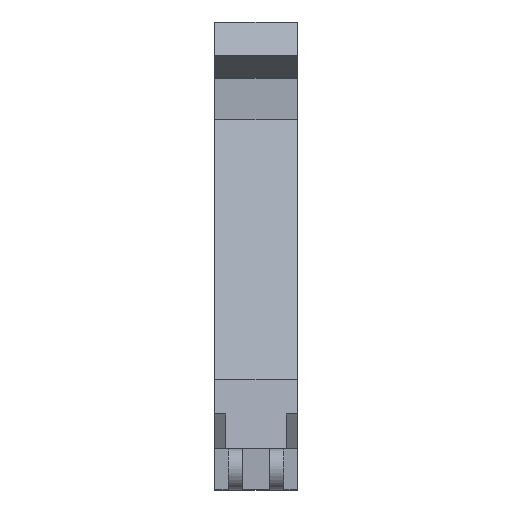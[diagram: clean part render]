
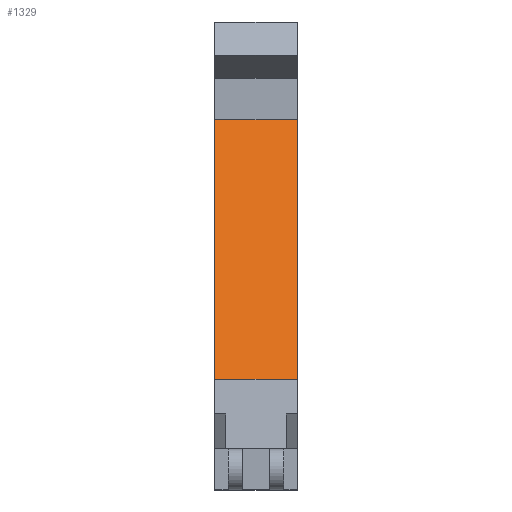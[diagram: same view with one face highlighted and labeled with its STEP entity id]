
A CAD part, front view. The second image highlights one B-rep face of the part: STEP entity #1329.
In plain terms, the highlighted planar face has unit normal (0, -0.94, 0.342).
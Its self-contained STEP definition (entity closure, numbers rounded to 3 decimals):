
#63 = VERTEX_POINT ( 'NONE', #1171 ) ;
#94 = DIRECTION ( 'NONE',  ( 1., 0., 0. ) ) ;
#165 = ORIENTED_EDGE ( 'NONE', *, *, #1199, .T. ) ;
#168 = VERTEX_POINT ( 'NONE', #614 ) ;
#189 = CARTESIAN_POINT ( 'NONE',  ( 0., -34.202, -123.969 ) ) ;
#219 = ORIENTED_EDGE ( 'NONE', *, *, #298, .F. ) ;
#223 = CARTESIAN_POINT ( 'NONE',  ( 30., -34.202, -123.969 ) ) ;
#243 = DIRECTION ( 'NONE',  ( 0., 0.342, 0.94 ) ) ;
#280 = ORIENTED_EDGE ( 'NONE', *, *, #303, .F. ) ;
#298 = EDGE_CURVE ( 'NONE', #168, #1094, #599, .T. ) ;
#300 = VERTEX_POINT ( 'NONE', #301 ) ;
#301 = CARTESIAN_POINT ( 'NONE',  ( 30., 0., -30. ) ) ;
#303 = EDGE_CURVE ( 'NONE', #1094, #300, #605, .T. ) ;
#336 = DIRECTION ( 'NONE',  ( 0., -0.342, -0.94 ) ) ;
#387 = EDGE_CURVE ( 'NONE', #63, #300, #966, .T. ) ;
#399 = DIRECTION ( 'NONE',  ( 0., 0.342, 0.94 ) ) ;
#442 = VECTOR ( 'NONE', #243, 1000. ) ;
#509 = LINE ( 'NONE', #1147, #1312 ) ;
#527 = EDGE_LOOP ( 'NONE', ( #165, #625, #280, #219 ) ) ;
#532 = FACE_OUTER_BOUND ( 'NONE', #527, .T. ) ;
#599 = LINE ( 'NONE', #189, #631 ) ;
#605 = LINE ( 'NONE', #1029, #1113 ) ;
#614 = CARTESIAN_POINT ( 'NONE',  ( 0., -34.202, -123.969 ) ) ;
#625 = ORIENTED_EDGE ( 'NONE', *, *, #387, .T. ) ;
#631 = VECTOR ( 'NONE', #399, 1000. ) ;
#674 = CARTESIAN_POINT ( 'NONE',  ( 0., 0., -30. ) ) ;
#702 = DIRECTION ( 'NONE',  ( 1., 0., 0. ) ) ;
#853 = CARTESIAN_POINT ( 'NONE',  ( 30., -34.202, -123.969 ) ) ;
#945 = PLANE ( 'NONE',  #1257 ) ;
#966 = LINE ( 'NONE', #223, #442 ) ;
#1029 = CARTESIAN_POINT ( 'NONE',  ( 0., 0., -30. ) ) ;
#1094 = VERTEX_POINT ( 'NONE', #674 ) ;
#1113 = VECTOR ( 'NONE', #94, 1000. ) ;
#1147 = CARTESIAN_POINT ( 'NONE',  ( 30., -34.202, -123.969 ) ) ;
#1171 = CARTESIAN_POINT ( 'NONE',  ( 30., -34.202, -123.969 ) ) ;
#1199 = EDGE_CURVE ( 'NONE', #168, #63, #509, .T. ) ;
#1257 = AXIS2_PLACEMENT_3D ( 'NONE', #853, #1275, #336 ) ;
#1275 = DIRECTION ( 'NONE',  ( 0., -0.94, 0.342 ) ) ;
#1312 = VECTOR ( 'NONE', #702, 1000. ) ;
#1329 = ADVANCED_FACE ( 'NONE', ( #532 ), #945, .T. ) ;
